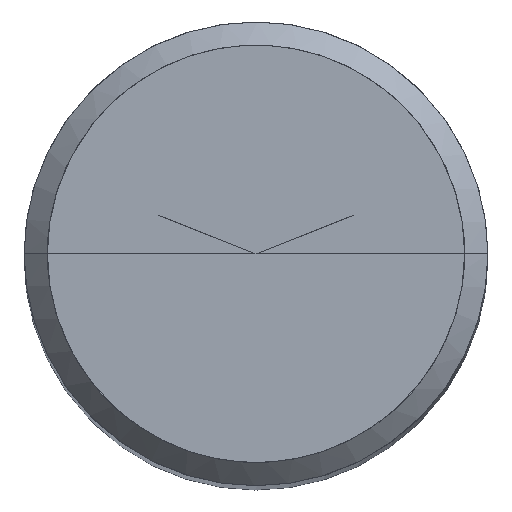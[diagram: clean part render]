
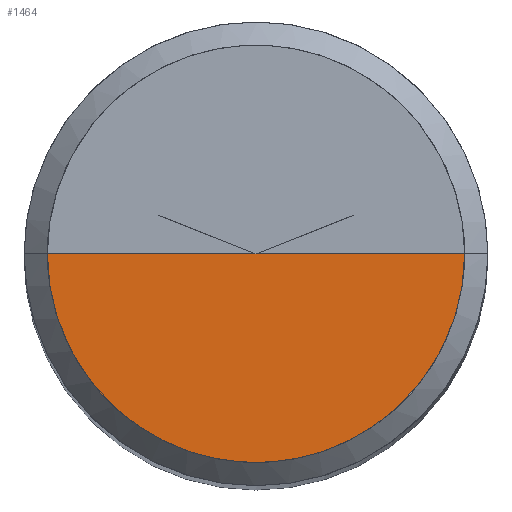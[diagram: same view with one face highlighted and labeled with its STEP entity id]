
A CAD part, top view. The second image highlights one B-rep face of the part: STEP entity #1464.
In plain terms, the highlighted free-form (B-spline) face has degree [1, 2] with [2, 5] control points.
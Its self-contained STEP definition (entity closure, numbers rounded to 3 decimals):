
#1066=CARTESIAN_POINT('',(4.5,0.0,61.0));
#1070=CARTESIAN_POINT('',(-4.5,0.0,61.0));
#1071=CARTESIAN_POINT('',(0.0,0.0,61.0));
#1084=CARTESIAN_POINT('',(-4.5,-4.5,61.0));
#1085=CARTESIAN_POINT('',(0.0,-4.5,61.0));
#1086=CARTESIAN_POINT('',(4.5,-4.5,61.0));
#1449=(
BOUNDED_SURFACE()
B_SPLINE_SURFACE(1,2,(
(#1070,#1084,#1085,#1086,#1066),
(#1071,#1071,#1071,#1071,#1071)
), .UNSPECIFIED.,.F.,.F.,.F.)
B_SPLINE_SURFACE_WITH_KNOTS((2,2),(3,2,3),(
0.0,1.0),(
0.0,0.5,1.0), .UNSPECIFIED.)
GEOMETRIC_REPRESENTATION_ITEM()
RATIONAL_B_SPLINE_SURFACE(((1.0,0.707,1.0,0.707,1.0),
(1.0,0.707,1.0,0.707,1.0)
))
REPRESENTATION_ITEM('')
SURFACE()
);
#1450=(
BOUNDED_CURVE()
B_SPLINE_CURVE(2,(#1066,#1086,#1085,#1084,#1070),.UNSPECIFIED.,.F.,.F.)
B_SPLINE_CURVE_WITH_KNOTS((3,2,3),
(0.0,0.5,1.0),.UNSPECIFIED.)
CURVE()
GEOMETRIC_REPRESENTATION_ITEM()
RATIONAL_B_SPLINE_CURVE((1.0,0.707,1.0,0.707,1.0))
REPRESENTATION_ITEM('')
);
#1451=(
BOUNDED_CURVE()
B_SPLINE_CURVE(1,(#1070,#1071),.UNSPECIFIED.,.F.,.F.)
B_SPLINE_CURVE_WITH_KNOTS((2,2),
(0.0,1.0),.UNSPECIFIED.)
CURVE()
GEOMETRIC_REPRESENTATION_ITEM()
RATIONAL_B_SPLINE_CURVE((1.0,1.0))
REPRESENTATION_ITEM('')
);
#1452=(
BOUNDED_CURVE()
B_SPLINE_CURVE(1,(#1071,#1066),.UNSPECIFIED.,.F.,.F.)
B_SPLINE_CURVE_WITH_KNOTS((2,2),
(0.0,1.0),.UNSPECIFIED.)
CURVE()
GEOMETRIC_REPRESENTATION_ITEM()
RATIONAL_B_SPLINE_CURVE((1.0,1.0))
REPRESENTATION_ITEM('')
);
#1453=VERTEX_POINT('',#1066);
#1454=VERTEX_POINT('',#1070);
#1455=VERTEX_POINT('',#1071);
#1456=EDGE_CURVE('',#1453,#1454,#1450,.T.);
#1457=EDGE_CURVE('',#1454,#1455,#1451,.T.);
#1458=EDGE_CURVE('',#1455,#1453,#1452,.T.);
#1459=ORIENTED_EDGE('',*,*,#1456,.T.);
#1460=ORIENTED_EDGE('',*,*,#1457,.T.);
#1461=ORIENTED_EDGE('',*,*,#1458,.T.);
#1462=EDGE_LOOP('',(#1459,#1460,#1461));
#1463=FACE_OUTER_BOUND('',#1462,.T.);
#1464=ADVANCED_FACE('',(#1463),#1449,.T.);
